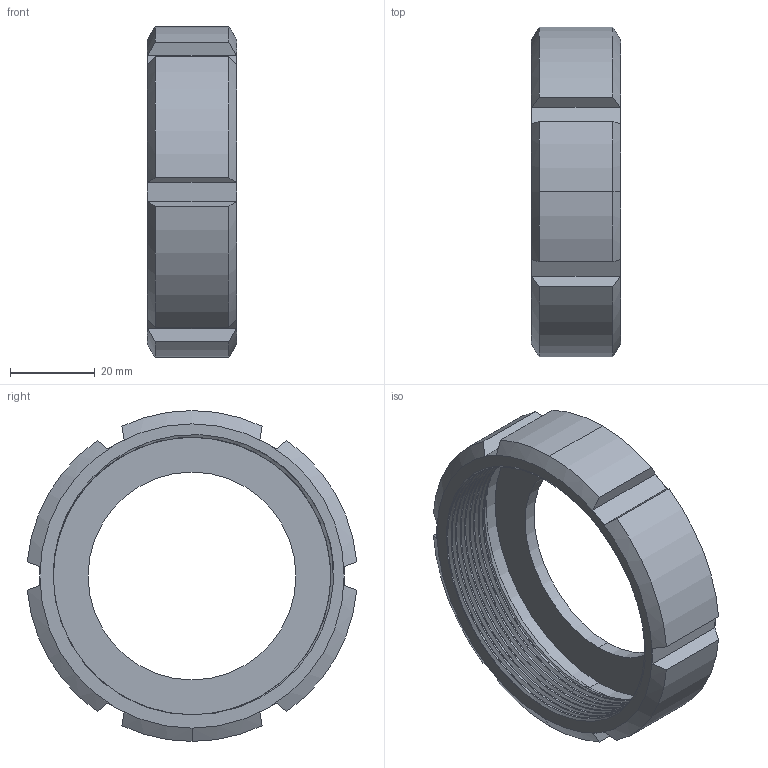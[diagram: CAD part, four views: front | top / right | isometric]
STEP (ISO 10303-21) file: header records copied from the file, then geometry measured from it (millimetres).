
FILE_DESCRIPTION (( 'STEP AP203' ), '1' );
FILE_NAME ('3D-M2003P_DN40_174052040.STEP', '2024-09-11T17:43:57', ( '' ), ( '' ), 'SwSTEP 2.0', 'SolidWorks 2024', '' );
FILE_SCHEMA (( 'CONFIG_CONTROL_DESIGN' ));
Length unit declared in the file: millimetre
Products named in the file (1): 3D-M2003P_DN40_174052040
Bounding box: 21 x 77.71 x 78 mm (x, y, z)
Volume: 28287.2 mm3; surface area: 16963.6 mm2
Topology: 1 solids, 1 shells, 69 faces, 183 edges, 117 vertices
Faces by surface type: cylinder 28, plane 22, cone 16, bspline 3
Full cylindrical faces by diameter (mm): 65.423 x1
Entity records: 6662 total; most frequent: CARTESIAN_POINT 5048, ORIENTED_EDGE 368, DIRECTION 265, EDGE_CURVE 184, VERTEX_POINT 118, AXIS2_PLACEMENT_3D 107, EDGE_LOOP 72, B_SPLINE_CURVE_WITH_KNOTS 70
